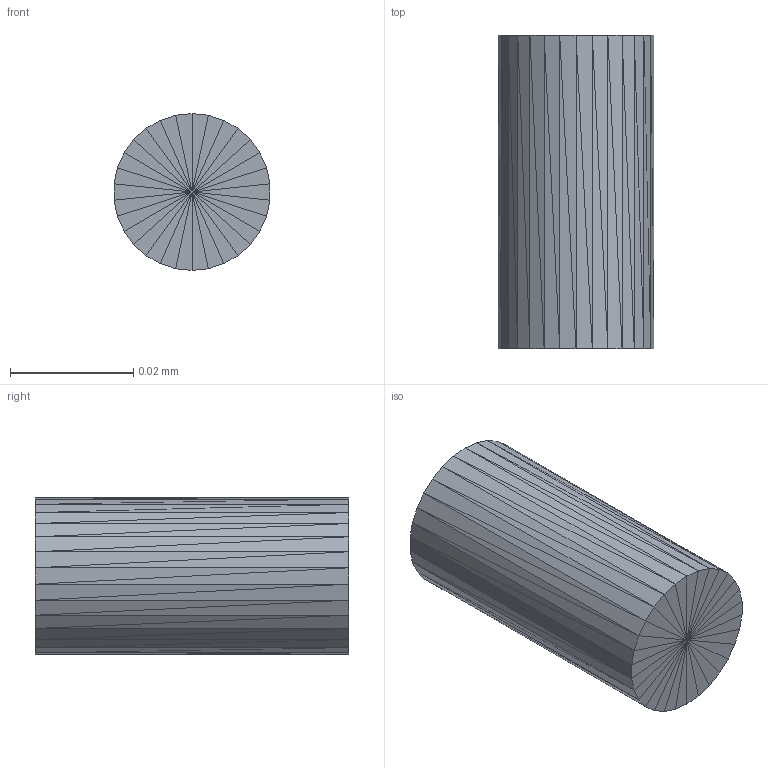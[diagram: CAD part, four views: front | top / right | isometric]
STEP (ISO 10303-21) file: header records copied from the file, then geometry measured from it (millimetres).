
FILE_DESCRIPTION(('FreeCAD Model'),'2;1');
FILE_NAME('Open CASCADE Shape Model','2023-10-19T16:43:44',('FreeCAD'),( 'FreeCAD'),'Open CASCADE STEP processor 7.5','FreeCAD','Unknown');
FILE_SCHEMA(('AUTOMOTIVE_DESIGN { 1 0 10303 214 1 1 1 1 }'));
Length unit declared in the file: millimetre
Products named in the file (1): Open CASCADE STEP translator 7.5 1
Bounding box: 0.03 x 0.05 x 0.03 mm (x, y, z)
Volume: 0 mm3; surface area: 0 mm2
Topology: 1 solids, 1 shells, 120 faces, 180 edges, 62 vertices
Faces by surface type: plane 120
Entity records: 4522 total; most frequent: CARTESIAN_POINT 903, DIRECTION 602, ORIENTED_EDGE 360, LINE 360, VECTOR 360, PCURVE 360, DEFINITIONAL_REPRESENTATION 360, EDGE_CURVE 180
